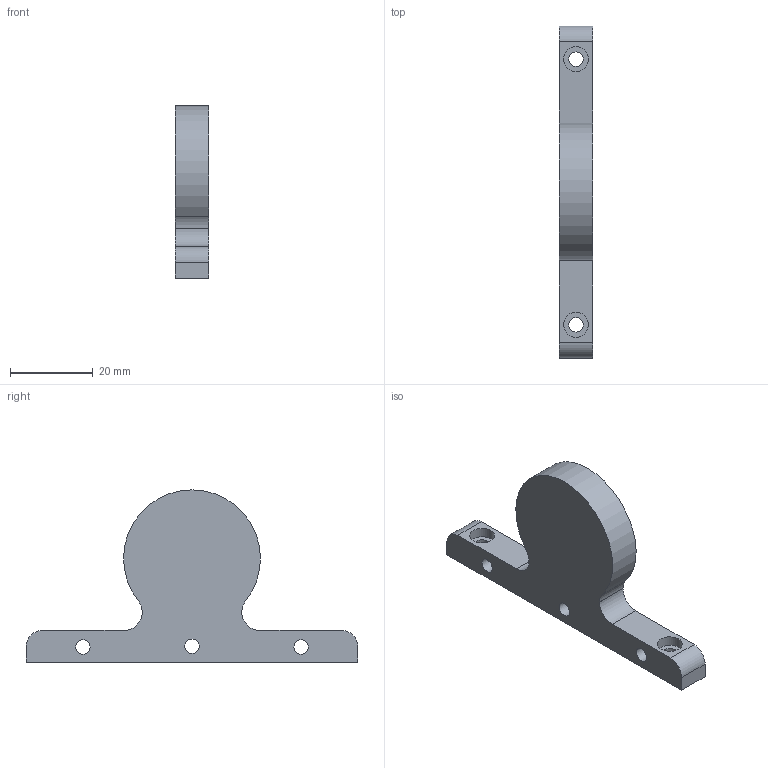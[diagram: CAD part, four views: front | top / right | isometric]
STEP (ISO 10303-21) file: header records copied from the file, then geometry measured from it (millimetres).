
FILE_DESCRIPTION(/* description */ (''),/* implementation_level */ '2;1');
FILE_NAME(/* name */ 'STL''s/spol holder by Program FreakHD/Prusa_I3_Adjustable_Spool_Holder/Spool Holder STEP Files/Spool_Holder_Base_End_Cap.step',/* time_stamp */ '2021-01-25T14:40:32+01:00',/* author */ (''),/* organization */ (''),/* preprocessor_version */ 'ST-DEVELOPER v18.1',/* originating_system */ 'Autodesk Translation Framework v9.7.1.1290',/* authorisation */ '');
FILE_SCHEMA (('AUTOMOTIVE_DESIGN { 1 0 10303 214 3 1 1 }'));
Length unit declared in the file: millimetre
Products named in the file (1): Spool_Holder_Base_End_Cap
Bounding box: 8 x 80 x 41.5 mm (x, y, z)
Volume: 11407.9 mm3; surface area: 5505.7 mm2
Topology: 1 solids, 1 shells, 36 faces, 80 edges, 53 vertices
Faces by surface type: cylinder 19, plane 17
Full cylindrical faces by diameter (mm): 3.5 x5, 5 x2, 6 x5
Entity records: 1067 total; most frequent: DIRECTION 192, CARTESIAN_POINT 170, ORIENTED_EDGE 160, EDGE_CURVE 80, AXIS2_PLACEMENT_3D 75, EDGE_LOOP 53, VERTEX_POINT 53, LINE 42
